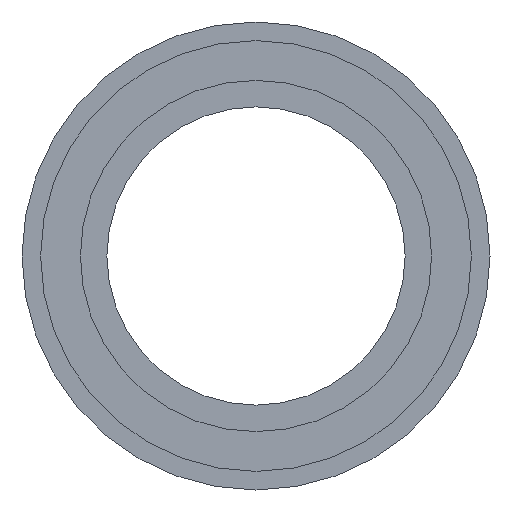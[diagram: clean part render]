
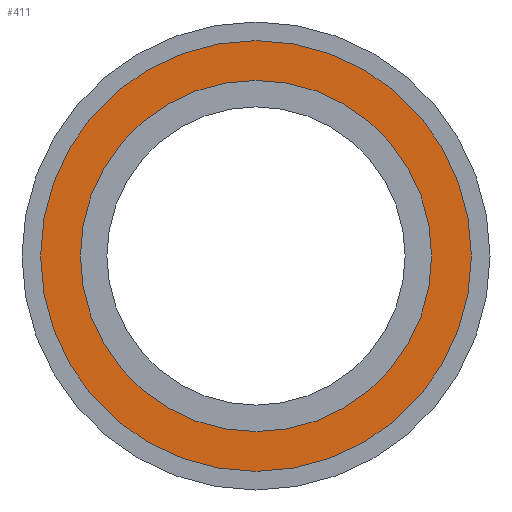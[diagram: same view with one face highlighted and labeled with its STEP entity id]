
A CAD part, left-side view. The second image highlights one B-rep face of the part: STEP entity #411.
In plain terms, the highlighted planar face has unit normal (-1, 0, 0).
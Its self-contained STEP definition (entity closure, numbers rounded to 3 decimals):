
#15 = AXIS2_PLACEMENT_3D ( 'NONE', #218, #216, #373 ) ;
#29 = PLANE ( 'NONE',  #15 ) ;
#34 = FACE_BOUND ( 'NONE', #253, .T. ) ;
#58 = AXIS2_PLACEMENT_3D ( 'NONE', #203, #166, #479 ) ;
#70 = FACE_OUTER_BOUND ( 'NONE', #276, .T. ) ;
#75 = AXIS2_PLACEMENT_3D ( 'NONE', #101, #254, #181 ) ;
#101 = CARTESIAN_POINT ( 'NONE',  ( -14., 0., 0. ) ) ;
#109 = AXIS2_PLACEMENT_3D ( 'NONE', #407, #328, #135 ) ;
#113 = ORIENTED_EDGE ( 'NONE', *, *, #423, .T. ) ;
#122 = CIRCLE ( 'NONE', #58, 21.2 ) ;
#128 = ORIENTED_EDGE ( 'NONE', *, *, #430, .T. ) ;
#135 = DIRECTION ( 'NONE',  ( 0., 0., 1. ) ) ;
#138 = VERTEX_POINT ( 'NONE', #227 ) ;
#142 = DIRECTION ( 'NONE',  ( 0., 0., 1. ) ) ;
#166 = DIRECTION ( 'NONE',  ( -1., 0., 0. ) ) ;
#170 = CARTESIAN_POINT ( 'NONE',  ( -14., 0., -26. ) ) ;
#181 = DIRECTION ( 'NONE',  ( 0., 0., 1. ) ) ;
#195 = CIRCLE ( 'NONE', #353, 26. ) ;
#203 = CARTESIAN_POINT ( 'NONE',  ( -14., 0., 0. ) ) ;
#216 = DIRECTION ( 'NONE',  ( 1., 0., 0. ) ) ;
#218 = CARTESIAN_POINT ( 'NONE',  ( -14., 0., 0. ) ) ;
#227 = CARTESIAN_POINT ( 'NONE',  ( -14., 0., -21.2 ) ) ;
#253 = EDGE_LOOP ( 'NONE', ( #375, #313 ) ) ;
#254 = DIRECTION ( 'NONE',  ( -1., 0., 0. ) ) ;
#255 = VERTEX_POINT ( 'NONE', #312 ) ;
#276 = EDGE_LOOP ( 'NONE', ( #128, #113 ) ) ;
#288 = CIRCLE ( 'NONE', #75, 26. ) ;
#292 = CARTESIAN_POINT ( 'NONE',  ( -14., 0., 0. ) ) ;
#312 = CARTESIAN_POINT ( 'NONE',  ( -14., 0., 21.2 ) ) ;
#313 = ORIENTED_EDGE ( 'NONE', *, *, #349, .F. ) ;
#325 = EDGE_CURVE ( 'NONE', #255, #138, #122, .T. ) ;
#328 = DIRECTION ( 'NONE',  ( -1., 0., 0. ) ) ;
#349 = EDGE_CURVE ( 'NONE', #138, #255, #371, .T. ) ;
#353 = AXIS2_PLACEMENT_3D ( 'NONE', #292, #451, #142 ) ;
#368 = VERTEX_POINT ( 'NONE', #454 ) ;
#371 = CIRCLE ( 'NONE', #109, 21.2 ) ;
#373 = DIRECTION ( 'NONE',  ( 0., 0., -1. ) ) ;
#375 = ORIENTED_EDGE ( 'NONE', *, *, #325, .F. ) ;
#407 = CARTESIAN_POINT ( 'NONE',  ( -14., 0., 0. ) ) ;
#411 = ADVANCED_FACE ( 'NONE', ( #34, #70 ), #29, .F. ) ;
#423 = EDGE_CURVE ( 'NONE', #489, #368, #195, .T. ) ;
#430 = EDGE_CURVE ( 'NONE', #368, #489, #288, .T. ) ;
#451 = DIRECTION ( 'NONE',  ( -1., 0., 0. ) ) ;
#454 = CARTESIAN_POINT ( 'NONE',  ( -14., 0., 26. ) ) ;
#479 = DIRECTION ( 'NONE',  ( 0., 0., 1. ) ) ;
#489 = VERTEX_POINT ( 'NONE', #170 ) ;
